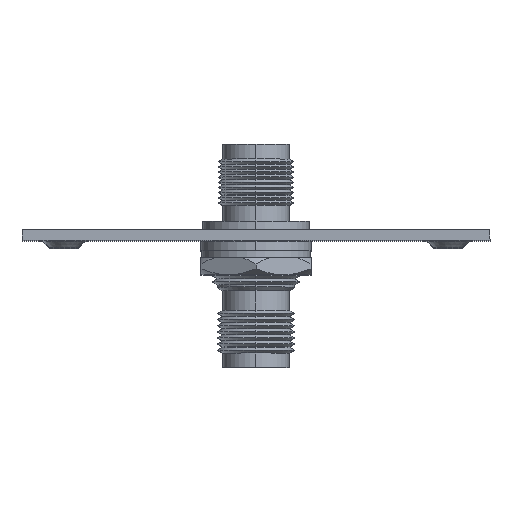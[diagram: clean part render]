
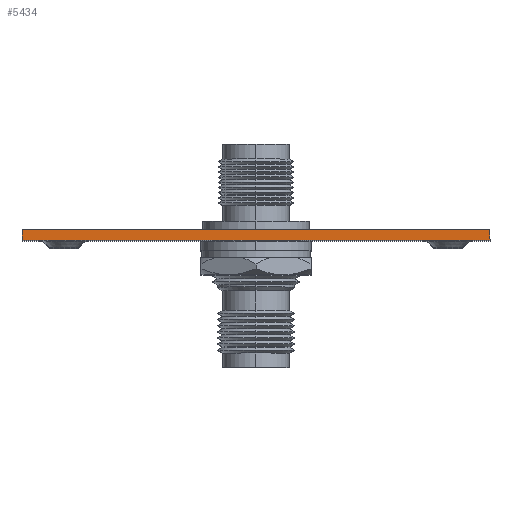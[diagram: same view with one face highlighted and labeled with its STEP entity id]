
A CAD part, top view. The second image highlights one B-rep face of the part: STEP entity #5434.
In plain terms, the highlighted planar face has unit normal (0, 0, 1).
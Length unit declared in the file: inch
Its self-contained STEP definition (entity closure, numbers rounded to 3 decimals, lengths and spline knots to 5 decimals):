
#258 = VERTEX_POINT ( 'NONE', #3322 ) ;
#486 = CARTESIAN_POINT ( 'NONE',  ( 1.34, 0.06, 1.615 ) ) ;
#1874 = DIRECTION ( 'NONE',  ( 0., 1., 0. ) ) ;
#1996 = DIRECTION ( 'NONE',  ( -1., 0., 0. ) ) ;
#2065 = FACE_OUTER_BOUND ( 'NONE', #3326, .T. ) ;
#2736 = DIRECTION ( 'NONE',  ( 0., -1., 0. ) ) ;
#2808 = CARTESIAN_POINT ( 'NONE',  ( -1.34, 0.06, 1.615 ) ) ;
#2870 = CARTESIAN_POINT ( 'NONE',  ( -1.34, 0.06, 1.615 ) ) ;
#2948 = DIRECTION ( 'NONE',  ( 0., 0., -1. ) ) ;
#3081 = ORIENTED_EDGE ( 'NONE', *, *, #10390, .F. ) ;
#3121 = PLANE ( 'NONE',  #11161 ) ;
#3187 = LINE ( 'NONE', #7787, #12647 ) ;
#3293 = LINE ( 'NONE', #2808, #5555 ) ;
#3322 = CARTESIAN_POINT ( 'NONE',  ( 1.34, 0., 1.615 ) ) ;
#3326 = EDGE_LOOP ( 'NONE', ( #3081, #9471, #9149, #11433 ) ) ;
#3832 = CARTESIAN_POINT ( 'NONE',  ( -1.34, 0., 1.615 ) ) ;
#3874 = VECTOR ( 'NONE', #1874, 39.37008 ) ;
#3980 = EDGE_CURVE ( 'NONE', #4822, #258, #3187, .T. ) ;
#4822 = VERTEX_POINT ( 'NONE', #3832 ) ;
#5434 = ADVANCED_FACE ( 'NONE', ( #2065 ), #3121, .F. ) ;
#5555 = VECTOR ( 'NONE', #10655, 39.37008 ) ;
#6189 = EDGE_CURVE ( 'NONE', #258, #7611, #11666, .T. ) ;
#6681 = EDGE_CURVE ( 'NONE', #6873, #4822, #10889, .T. ) ;
#6873 = VERTEX_POINT ( 'NONE', #2870 ) ;
#6988 = CARTESIAN_POINT ( 'NONE',  ( -1.34, 0.06, 1.615 ) ) ;
#7611 = VERTEX_POINT ( 'NONE', #486 ) ;
#7787 = CARTESIAN_POINT ( 'NONE',  ( -1.34, 0., 1.615 ) ) ;
#8833 = DIRECTION ( 'NONE',  ( 1., 0., 0. ) ) ;
#9149 = ORIENTED_EDGE ( 'NONE', *, *, #3980, .T. ) ;
#9471 = ORIENTED_EDGE ( 'NONE', *, *, #6681, .T. ) ;
#9997 = VECTOR ( 'NONE', #2736, 39.37008 ) ;
#10390 = EDGE_CURVE ( 'NONE', #6873, #7611, #3293, .T. ) ;
#10655 = DIRECTION ( 'NONE',  ( 1., 0., 0. ) ) ;
#10889 = LINE ( 'NONE', #11534, #9997 ) ;
#11161 = AXIS2_PLACEMENT_3D ( 'NONE', #6988, #2948, #1996 ) ;
#11433 = ORIENTED_EDGE ( 'NONE', *, *, #6189, .T. ) ;
#11534 = CARTESIAN_POINT ( 'NONE',  ( -1.34, 0.06, 1.615 ) ) ;
#11666 = LINE ( 'NONE', #12479, #3874 ) ;
#12479 = CARTESIAN_POINT ( 'NONE',  ( 1.34, 0., 1.615 ) ) ;
#12647 = VECTOR ( 'NONE', #8833, 39.37008 ) ;
